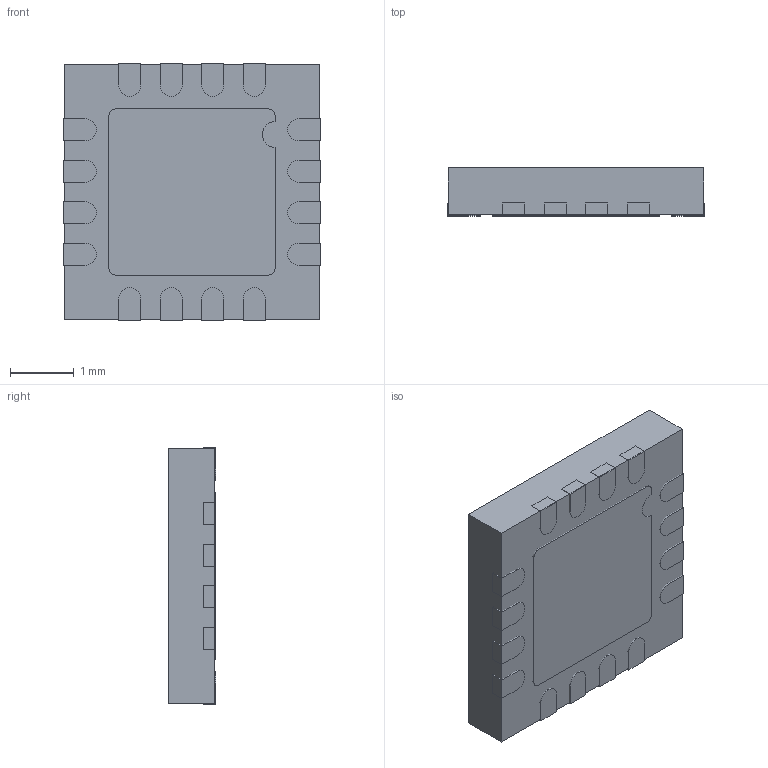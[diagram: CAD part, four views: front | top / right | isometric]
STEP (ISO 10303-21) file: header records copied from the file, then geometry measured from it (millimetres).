
FILE_DESCRIPTION (( 'STEP AP214' ), '1' );
FILE_NAME ('CP-16-26.STEP', '2019-05-22T17:31:18', ( '' ), ( '' ), 'SwSTEP 2.0', 'SolidWorks 2018', '' );
FILE_SCHEMA (( 'AUTOMOTIVE_DESIGN' ));
Length unit declared in the file: millimetre
Products named in the file (4): Body; Pin; EP; CP-16-26
Assembly tree (18 placements, depth 2):
  CP-16-26
    EP
    Pin  x16
    Body
Bounding box: 4.02 x 0.75 x 4.02 mm (x, y, z)
Surface area: 69.6 mm2
Topology: 18 solids, 18 shells, 224 faces, 528 edges, 352 vertices
Faces by surface type: plane 134, bspline 51, cylinder 39
Entity records: 6626 total; most frequent: CARTESIAN_POINT 3720, ORIENTED_EDGE 606, DIRECTION 397, EDGE_CURVE 303, VERTEX_POINT 202, LINE 183, VECTOR 183, EDGE_LOOP 131
